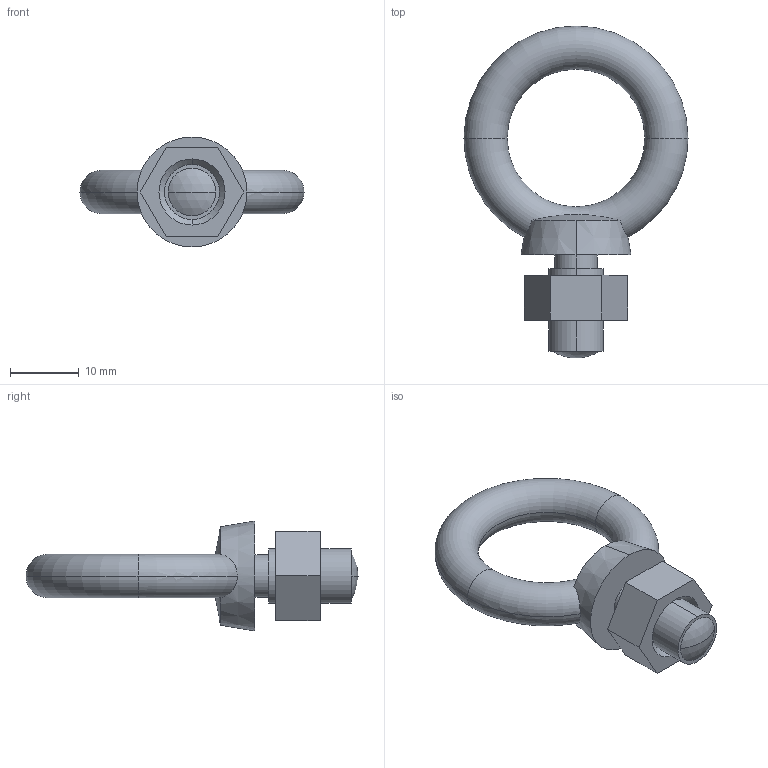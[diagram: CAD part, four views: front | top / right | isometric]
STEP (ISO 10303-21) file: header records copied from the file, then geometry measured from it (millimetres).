
FILE_DESCRIPTION (( 'STEP AP203' ), '1' );
FILE_NAME ('B-1130-8.STEP', '2009-10-02T05:26:36', ( ' ' ), ( ' ' ), 'SwSTEP 2.0', 'SolidWorks 2007', '' );
FILE_SCHEMA (( 'CONFIG_CONTROL_DESIGN' ));
Length unit declared in the file: millimetre
Products named in the file (3): B-1130-8榋妏僫僢僩M8__棉太倌; B-1130-8; B-1130-8__蹬怮椔
Assembly tree (2 placements, depth 2):
  B-1130-8
    B-1130-8榋妏僫僢僩M8__棉太倌
    B-1130-8__蹬怮椔
Bounding box: 32.6 x 48.3 x 16 mm (x, y, z)
Volume: 4531 mm3; surface area: 2981.4 mm2
Topology: 2 solids, 2 shells, 29 faces, 67 edges, 43 vertices
Faces by surface type: plane 11, cylinder 6, cone 4, torus 4, sphere 4
Entity records: 1233 total; most frequent: CARTESIAN_POINT 242, DIRECTION 162, ORIENTED_EDGE 134, EDGE_CURVE 67, AXIS2_PLACEMENT_3D 67, VERTEX_POINT 43, EDGE_LOOP 34, CIRCLE 33
